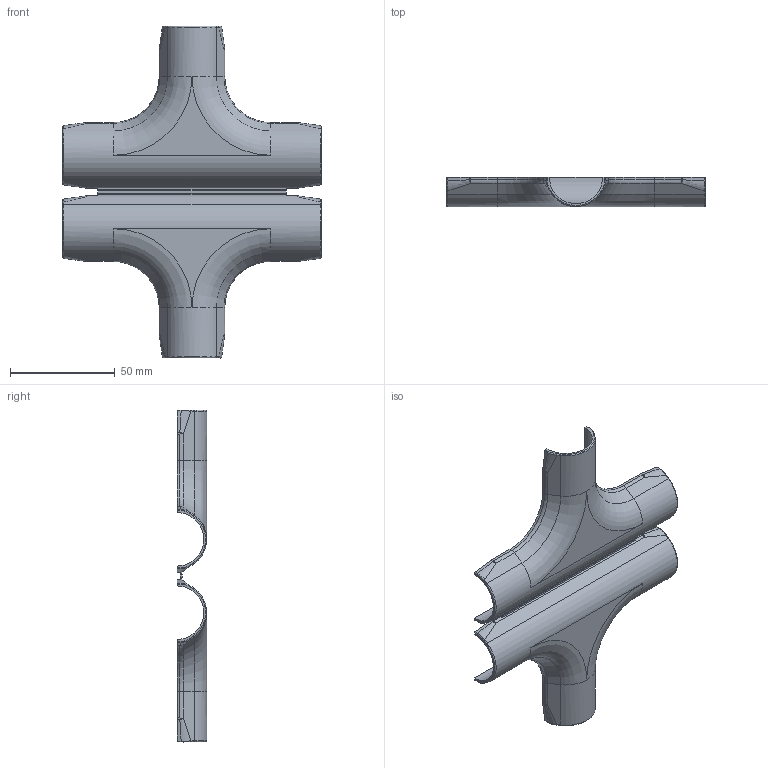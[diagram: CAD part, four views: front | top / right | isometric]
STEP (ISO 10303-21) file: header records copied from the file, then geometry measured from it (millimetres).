
FILE_DESCRIPTION (( 'STEP AP214' ), '1' );
FILE_NAME ('2153843.stp', '2024-08-01T09:55:38', ( '' ), ( '' ), 'SwSTEP 2.0', 'SolidWorks 2022', '' );
FILE_SCHEMA (( 'AUTOMOTIVE_DESIGN' ));
Length unit declared in the file: millimetre
Products named in the file (1): 2153843
Bounding box: 123 x 14.05 x 158.12 mm (x, y, z)
Volume: 23191.9 mm3; surface area: 31380.3 mm2
Topology: 1 solids, 1 shells, 176 faces, 452 edges, 268 vertices
Faces by surface type: plane 56, cylinder 56, bspline 42, torus 18, cone 4
Entity records: 6696 total; most frequent: CARTESIAN_POINT 2809, ORIENTED_EDGE 880, DIRECTION 716, EDGE_CURVE 440, AXIS2_PLACEMENT_3D 269, VERTEX_POINT 268, LINE 178, VECTOR 178
